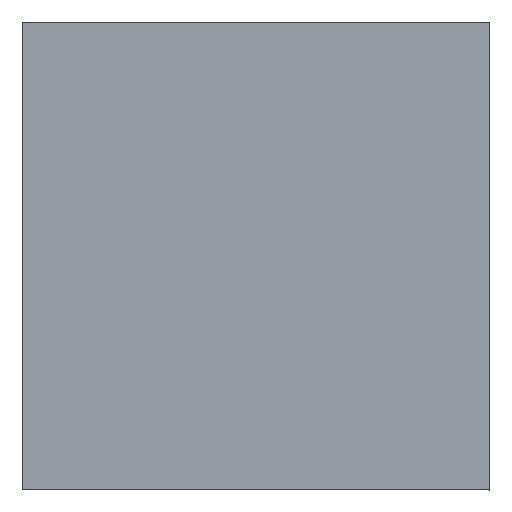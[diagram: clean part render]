
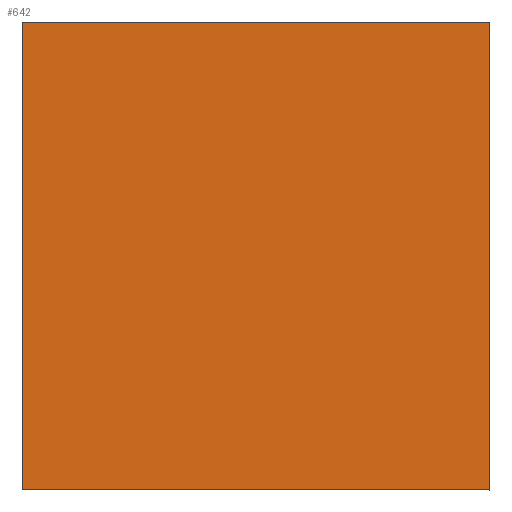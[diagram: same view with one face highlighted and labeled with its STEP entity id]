
A CAD part, top view. The second image highlights one B-rep face of the part: STEP entity #642.
In plain terms, the highlighted planar face has unit normal (0, 0, 1).
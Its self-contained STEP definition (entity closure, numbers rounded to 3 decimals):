
#40=PLANE('',#716);
#78=FACE_OUTER_BOUND('',#125,.T.);
#125=EDGE_LOOP('',(#501,#502,#503,#504));
#173=LINE('',#990,#241);
#175=LINE('',#994,#243);
#177=LINE('',#998,#245);
#179=LINE('',#1001,#247);
#241=VECTOR('',#806,10.);
#243=VECTOR('',#810,10.);
#245=VECTOR('',#814,10.);
#247=VECTOR('',#818,10.);
#329=VERTEX_POINT('',#987);
#330=VERTEX_POINT('',#989);
#331=VERTEX_POINT('',#993);
#332=VERTEX_POINT('',#997);
#390=EDGE_CURVE('',#330,#329,#173,.T.);
#392=EDGE_CURVE('',#331,#330,#175,.T.);
#394=EDGE_CURVE('',#332,#331,#177,.T.);
#396=EDGE_CURVE('',#329,#332,#179,.T.);
#501=ORIENTED_EDGE('',*,*,#396,.T.);
#502=ORIENTED_EDGE('',*,*,#394,.T.);
#503=ORIENTED_EDGE('',*,*,#392,.T.);
#504=ORIENTED_EDGE('',*,*,#390,.T.);
#642=ADVANCED_FACE('',(#78),#40,.T.);
#716=AXIS2_PLACEMENT_3D('',#1002,#819,#820);
#806=DIRECTION('',(0.,-1.,0.));
#810=DIRECTION('',(-1.,0.,0.));
#814=DIRECTION('',(0.,1.,0.));
#818=DIRECTION('',(1.,0.,0.));
#819=DIRECTION('center_axis',(0.,0.,1.));
#820=DIRECTION('ref_axis',(1.,0.,0.));
#987=CARTESIAN_POINT('',(-108.779,-67.841,42.939));
#989=CARTESIAN_POINT('',(-108.768,62.159,42.939));
#990=CARTESIAN_POINT('',(-108.768,62.159,42.939));
#993=CARTESIAN_POINT('',(21.232,62.149,42.939));
#994=CARTESIAN_POINT('',(21.232,62.149,42.939));
#997=CARTESIAN_POINT('',(21.221,-67.851,42.939));
#998=CARTESIAN_POINT('',(21.221,-67.851,42.939));
#1001=CARTESIAN_POINT('',(-108.779,-67.841,42.939));
#1002=CARTESIAN_POINT('Origin',(-43.774,-2.846,42.939));
